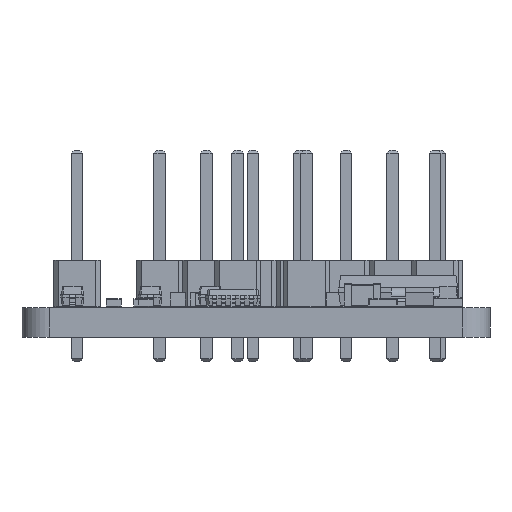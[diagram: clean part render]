
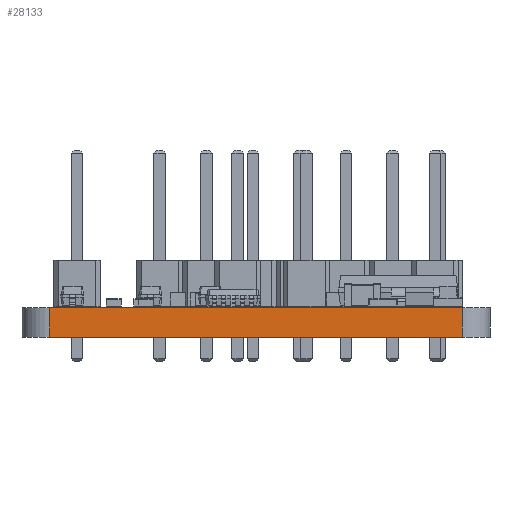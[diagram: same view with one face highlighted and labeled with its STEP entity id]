
A CAD part, left-side view. The second image highlights one B-rep face of the part: STEP entity #28133.
In plain terms, the highlighted planar face has unit normal (-1, 0, 0).
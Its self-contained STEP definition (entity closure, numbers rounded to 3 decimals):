
#26988 = VERTEX_POINT('',#26989);
#26989 = CARTESIAN_POINT('',(0.,24.,0.));
#26996 = EDGE_CURVE('',#26997,#26988,#26999,.T.);
#26997 = VERTEX_POINT('',#26998);
#26998 = CARTESIAN_POINT('',(0.,1.5,0.));
#26999 = LINE('',#27000,#27001);
#27000 = CARTESIAN_POINT('',(0.,1.5,0.));
#27001 = VECTOR('',#27002,1.);
#27002 = DIRECTION('',(0.,1.,0.));
#27547 = VERTEX_POINT('',#27548);
#27548 = CARTESIAN_POINT('',(0.,24.,1.6));
#27555 = EDGE_CURVE('',#27556,#27547,#27558,.T.);
#27556 = VERTEX_POINT('',#27557);
#27557 = CARTESIAN_POINT('',(0.,1.5,1.6));
#27558 = LINE('',#27559,#27560);
#27559 = CARTESIAN_POINT('',(0.,1.5,1.6));
#27560 = VECTOR('',#27561,1.);
#27561 = DIRECTION('',(0.,1.,0.));
#28103 = EDGE_CURVE('',#26988,#27547,#28104,.T.);
#28104 = LINE('',#28105,#28106);
#28105 = CARTESIAN_POINT('',(0.,24.,0.));
#28106 = VECTOR('',#28107,1.);
#28107 = DIRECTION('',(0.,0.,1.));
#28133 = ADVANCED_FACE('',(#28134),#28145,.T.);
#28134 = FACE_BOUND('',#28135,.T.);
#28135 = EDGE_LOOP('',(#28136,#28142,#28143,#28144));
#28136 = ORIENTED_EDGE('',*,*,#28137,.T.);
#28137 = EDGE_CURVE('',#26997,#27556,#28138,.T.);
#28138 = LINE('',#28139,#28140);
#28139 = CARTESIAN_POINT('',(0.,1.5,0.));
#28140 = VECTOR('',#28141,1.);
#28141 = DIRECTION('',(0.,0.,1.));
#28142 = ORIENTED_EDGE('',*,*,#27555,.T.);
#28143 = ORIENTED_EDGE('',*,*,#28103,.F.);
#28144 = ORIENTED_EDGE('',*,*,#26996,.F.);
#28145 = PLANE('',#28146);
#28146 = AXIS2_PLACEMENT_3D('',#28147,#28148,#28149);
#28147 = CARTESIAN_POINT('',(0.,1.5,0.));
#28148 = DIRECTION('',(-1.,0.,0.));
#28149 = DIRECTION('',(0.,1.,0.));
